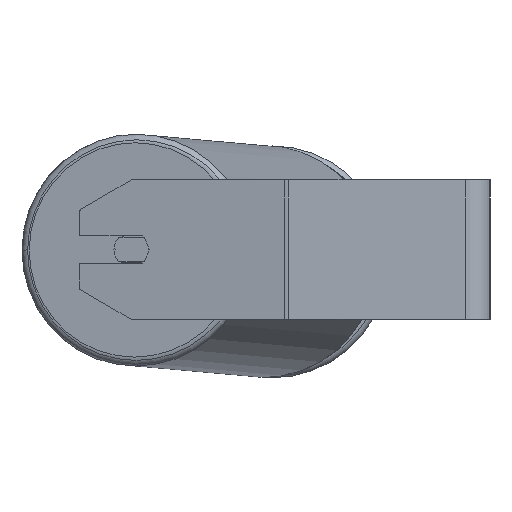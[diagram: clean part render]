
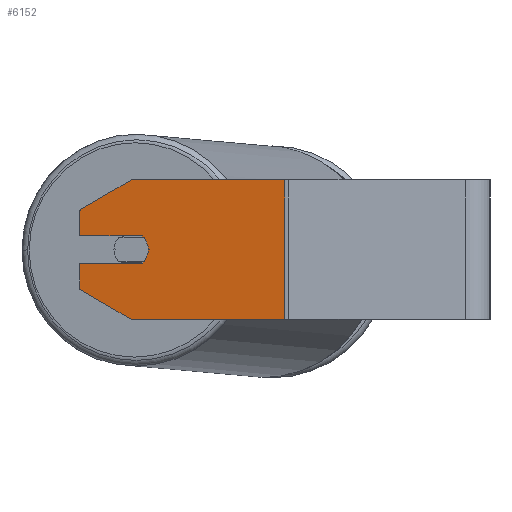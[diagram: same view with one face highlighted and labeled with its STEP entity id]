
A CAD part, left-side view. The second image highlights one B-rep face of the part: STEP entity #6152.
In plain terms, the highlighted planar face has unit normal (-0.985, 0.174, 0).
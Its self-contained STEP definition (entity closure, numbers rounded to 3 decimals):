
#115 = EDGE_CURVE ( 'NONE', #2671, #8487, #4825, .T. ) ;
#168 = ORIENTED_EDGE ( 'NONE', *, *, #4593, .T. ) ;
#282 = CARTESIAN_POINT ( 'NONE',  ( -699.787, 117.892, 40. ) ) ;
#292 = CARTESIAN_POINT ( 'NONE',  ( -679.057, 235.457, 22.679 ) ) ;
#424 = CARTESIAN_POINT ( 'NONE',  ( -679.057, 235.457, 40. ) ) ;
#489 = CARTESIAN_POINT ( 'NONE',  ( -684.267, 205.913, 40. ) ) ;
#565 = ORIENTED_EDGE ( 'NONE', *, *, #3743, .T. ) ;
#847 = AXIS2_PLACEMENT_3D ( 'NONE', #4299, #6992, #8322 ) ;
#921 = ORIENTED_EDGE ( 'NONE', *, *, #2338, .T. ) ;
#1023 = ORIENTED_EDGE ( 'NONE', *, *, #7453, .F. ) ;
#1105 = EDGE_CURVE ( 'NONE', #2671, #2616, #7407, .T. ) ;
#1134 = CARTESIAN_POINT ( 'NONE',  ( -684.267, 205.913, 0. ) ) ;
#1226 = CARTESIAN_POINT ( 'NONE',  ( -679.057, 235.457, -22.679 ) ) ;
#1285 = LINE ( 'NONE', #8640, #5271 ) ;
#1325 = CARTESIAN_POINT ( 'NONE',  ( -699.787, 117.892, -40. ) ) ;
#1389 = VERTEX_POINT ( 'NONE', #4121 ) ;
#1390 = ORIENTED_EDGE ( 'NONE', *, *, #5929, .F. ) ;
#1478 = ORIENTED_EDGE ( 'NONE', *, *, #7267, .F. ) ;
#1555 = CIRCLE ( 'NONE', #8492, 10. ) ;
#1899 = DIRECTION ( 'NONE',  ( 0.174, 0.985, 0. ) ) ;
#1925 = DIRECTION ( 'NONE',  ( 0., 0., -1. ) ) ;
#1950 = VECTOR ( 'NONE', #3411, 1000. ) ;
#2050 = CARTESIAN_POINT ( 'NONE',  ( -684.267, 205.913, -40. ) ) ;
#2200 = EDGE_LOOP ( 'NONE', ( #8437, #1478, #5152, #168, #565, #4584, #6711, #7898, #921, #1023, #1390 ) ) ;
#2338 = EDGE_CURVE ( 'NONE', #8487, #3455, #8524, .T. ) ;
#2388 = DIRECTION ( 'NONE',  ( -0.985, 0.174, 0. ) ) ;
#2432 = DIRECTION ( 'NONE',  ( -0.174, -0.985, 0. ) ) ;
#2460 = DIRECTION ( 'NONE',  ( 0., 0., -1. ) ) ;
#2572 = VECTOR ( 'NONE', #3002, 1000. ) ;
#2606 = CARTESIAN_POINT ( 'NONE',  ( -686.003, 196.065, 0. ) ) ;
#2616 = VERTEX_POINT ( 'NONE', #282 ) ;
#2671 = VERTEX_POINT ( 'NONE', #489 ) ;
#2993 = VECTOR ( 'NONE', #1899, 1000. ) ;
#3002 = DIRECTION ( 'NONE',  ( 0., 0., -1. ) ) ;
#3034 = VERTEX_POINT ( 'NONE', #1226 ) ;
#3081 = LINE ( 'NONE', #7735, #2572 ) ;
#3126 = DIRECTION ( 'NONE',  ( -0.174, -0.985, 0. ) ) ;
#3411 = DIRECTION ( 'NONE',  ( -0.174, -0.985, 0. ) ) ;
#3455 = VERTEX_POINT ( 'NONE', #8484 ) ;
#3483 = FACE_OUTER_BOUND ( 'NONE', #2200, .T. ) ;
#3538 = VECTOR ( 'NONE', #1925, 1000. ) ;
#3743 = EDGE_CURVE ( 'NONE', #7064, #6524, #8603, .T. ) ;
#3845 = DIRECTION ( 'NONE',  ( -0.985, 0.174, 0. ) ) ;
#3929 = LINE ( 'NONE', #4021, #3538 ) ;
#3941 = LINE ( 'NONE', #5905, #2993 ) ;
#4021 = CARTESIAN_POINT ( 'NONE',  ( -699.787, 117.892, 40. ) ) ;
#4033 = CARTESIAN_POINT ( 'NONE',  ( -685.309, 200.004, -8. ) ) ;
#4121 = CARTESIAN_POINT ( 'NONE',  ( -685.309, 200.004, 8. ) ) ;
#4299 = CARTESIAN_POINT ( 'NONE',  ( -679.057, 235.457, 40. ) ) ;
#4584 = ORIENTED_EDGE ( 'NONE', *, *, #6763, .F. ) ;
#4593 = EDGE_CURVE ( 'NONE', #3034, #7064, #1285, .T. ) ;
#4825 = LINE ( 'NONE', #6071, #5876 ) ;
#5021 = DIRECTION ( 'NONE',  ( -0.174, -0.985, 0. ) ) ;
#5152 = ORIENTED_EDGE ( 'NONE', *, *, #7293, .T. ) ;
#5233 = VECTOR ( 'NONE', #2460, 1000. ) ;
#5271 = VECTOR ( 'NONE', #7436, 1000. ) ;
#5396 = VECTOR ( 'NONE', #3126, 1000. ) ;
#5742 = CARTESIAN_POINT ( 'NONE',  ( -685.309, 200.004, -8. ) ) ;
#5876 = VECTOR ( 'NONE', #6735, 1000. ) ;
#5905 = CARTESIAN_POINT ( 'NONE',  ( -685.309, 200.004, 8. ) ) ;
#5929 = EDGE_CURVE ( 'NONE', #7505, #1389, #6064, .T. ) ;
#5960 = VECTOR ( 'NONE', #7837, 1000. ) ;
#6064 = CIRCLE ( 'NONE', #8193, 10. ) ;
#6071 = CARTESIAN_POINT ( 'NONE',  ( -679.057, 235.457, 22.679 ) ) ;
#6152 = ADVANCED_FACE ( 'NONE', ( #3483 ), #6189, .F. ) ;
#6189 = PLANE ( 'NONE',  #847 ) ;
#6200 = CARTESIAN_POINT ( 'NONE',  ( -679.057, 235.457, 40. ) ) ;
#6424 = CARTESIAN_POINT ( 'NONE',  ( -679.057, 235.457, -40. ) ) ;
#6427 = VERTEX_POINT ( 'NONE', #4033 ) ;
#6449 = CARTESIAN_POINT ( 'NONE',  ( -684.267, 205.913, 0. ) ) ;
#6524 = VERTEX_POINT ( 'NONE', #1325 ) ;
#6626 = EDGE_CURVE ( 'NONE', #6427, #7505, #1555, .T. ) ;
#6711 = ORIENTED_EDGE ( 'NONE', *, *, #1105, .F. ) ;
#6735 = DIRECTION ( 'NONE',  ( 0.15, 0.853, -0.5 ) ) ;
#6763 = EDGE_CURVE ( 'NONE', #2616, #6524, #3929, .T. ) ;
#6992 = DIRECTION ( 'NONE',  ( 0.985, -0.174, 0. ) ) ;
#7064 = VERTEX_POINT ( 'NONE', #2050 ) ;
#7130 = LINE ( 'NONE', #5742, #5396 ) ;
#7140 = VERTEX_POINT ( 'NONE', #7611 ) ;
#7267 = EDGE_CURVE ( 'NONE', #7140, #6427, #7130, .T. ) ;
#7293 = EDGE_CURVE ( 'NONE', #7140, #3034, #3081, .T. ) ;
#7407 = LINE ( 'NONE', #6200, #1950 ) ;
#7436 = DIRECTION ( 'NONE',  ( -0.15, -0.853, -0.5 ) ) ;
#7453 = EDGE_CURVE ( 'NONE', #1389, #3455, #3941, .T. ) ;
#7505 = VERTEX_POINT ( 'NONE', #2606 ) ;
#7611 = CARTESIAN_POINT ( 'NONE',  ( -679.057, 235.457, -8. ) ) ;
#7735 = CARTESIAN_POINT ( 'NONE',  ( -679.057, 235.457, 40. ) ) ;
#7837 = DIRECTION ( 'NONE',  ( -0.174, -0.985, 0. ) ) ;
#7898 = ORIENTED_EDGE ( 'NONE', *, *, #115, .T. ) ;
#8193 = AXIS2_PLACEMENT_3D ( 'NONE', #6449, #2388, #2432 ) ;
#8322 = DIRECTION ( 'NONE',  ( 0.174, 0.985, 0. ) ) ;
#8437 = ORIENTED_EDGE ( 'NONE', *, *, #6626, .F. ) ;
#8484 = CARTESIAN_POINT ( 'NONE',  ( -679.057, 235.457, 8. ) ) ;
#8487 = VERTEX_POINT ( 'NONE', #292 ) ;
#8492 = AXIS2_PLACEMENT_3D ( 'NONE', #1134, #3845, #5021 ) ;
#8524 = LINE ( 'NONE', #424, #5233 ) ;
#8603 = LINE ( 'NONE', #6424, #5960 ) ;
#8640 = CARTESIAN_POINT ( 'NONE',  ( -684.267, 205.913, -40. ) ) ;
